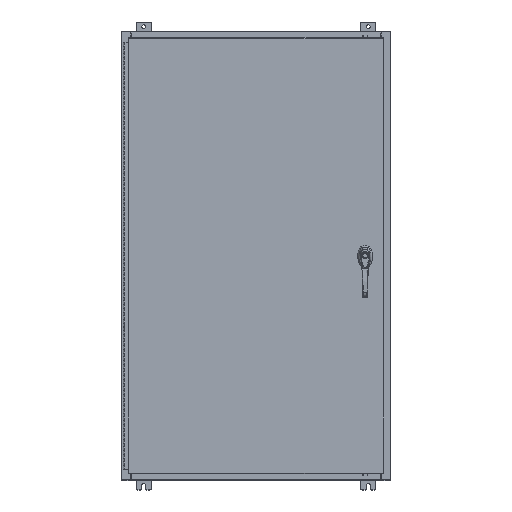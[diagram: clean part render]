
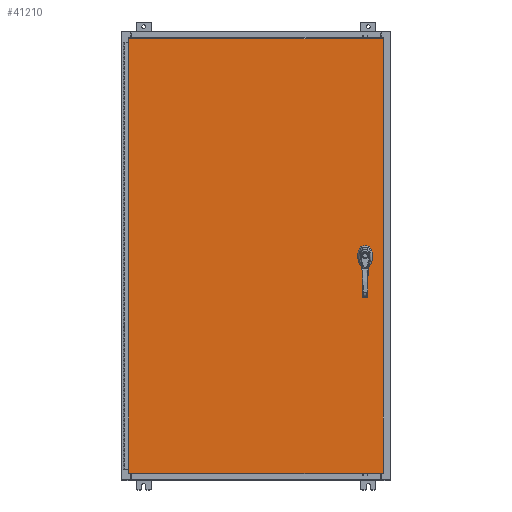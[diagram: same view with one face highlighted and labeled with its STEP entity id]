
A CAD part, top view. The second image highlights one B-rep face of the part: STEP entity #41210.
In plain terms, the highlighted planar face has unit normal (0, 0, 1).
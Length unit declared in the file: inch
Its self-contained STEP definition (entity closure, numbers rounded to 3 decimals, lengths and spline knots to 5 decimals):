
#177 = CARTESIAN_POINT ( 'NONE',  ( 14.981, -0.20023, 0. ) ) ;
#963 = ORIENTED_EDGE ( 'NONE', *, *, #96226, .F. ) ;
#1399 = VECTOR ( 'NONE', #102119, 39.37008 ) ;
#2603 = LINE ( 'NONE', #140658, #87317 ) ;
#2848 = AXIS2_PLACEMENT_3D ( 'NONE', #105533, #39328, #116676 ) ;
#5859 = EDGE_CURVE ( 'NONE', #120591, #56087, #128771, .T. ) ;
#6853 = AXIS2_PLACEMENT_3D ( 'NONE', #92439, #26251, #103596 ) ;
#7223 = CARTESIAN_POINT ( 'NONE',  ( 0., 0., 0. ) ) ;
#8022 = FACE_BOUND ( 'NONE', #135379, .T. ) ;
#8165 = DIRECTION ( 'NONE',  ( 1., 0., 0. ) ) ;
#10952 = ORIENTED_EDGE ( 'NONE', *, *, #97917, .F. ) ;
#11085 = VECTOR ( 'NONE', #65787, 39.37008 ) ;
#11603 = ORIENTED_EDGE ( 'NONE', *, *, #86129, .T. ) ;
#12036 = ORIENTED_EDGE ( 'NONE', *, *, #112120, .F. ) ;
#12997 = CIRCLE ( 'NONE', #38674, 0.1715 ) ;
#13035 = CARTESIAN_POINT ( 'NONE',  ( 14.77823, -0.403, 0. ) ) ;
#14129 = CARTESIAN_POINT ( 'NONE',  ( 16.9903, -29.0063, 0. ) ) ;
#15916 = DIRECTION ( 'NONE',  ( 1., 0., 0. ) ) ;
#16936 = CARTESIAN_POINT ( 'NONE',  ( -16.9903, 29.0063, 0. ) ) ;
#17703 = EDGE_CURVE ( 'NONE', #99841, #37322, #106540, .T. ) ;
#22809 = VERTEX_POINT ( 'NONE', #14129 ) ;
#22931 = VECTOR ( 'NONE', #139273, 39.37008 ) ;
#23679 = CARTESIAN_POINT ( 'NONE',  ( 16.9903, 29.0063, 0. ) ) ;
#24901 = EDGE_CURVE ( 'NONE', #106249, #121986, #100004, .T. ) ;
#26251 = DIRECTION ( 'NONE',  ( 0., 0., 1. ) ) ;
#26761 = CIRCLE ( 'NONE', #2848, 0.1715 ) ;
#27258 = EDGE_LOOP ( 'NONE', ( #113804, #112629, #125881, #33712, #12036, #141003, #111944, #963 ) ) ;
#29633 = CARTESIAN_POINT ( 'NONE',  ( 14.4065, -1.338, 0. ) ) ;
#29743 = EDGE_LOOP ( 'NONE', ( #118208, #11603, #60800, #52001 ) ) ;
#30725 = VERTEX_POINT ( 'NONE', #29633 ) ;
#33712 = ORIENTED_EDGE ( 'NONE', *, *, #115176, .F. ) ;
#36173 = EDGE_CURVE ( 'NONE', #121986, #84341, #128306, .T. ) ;
#36853 = DIRECTION ( 'NONE',  ( 0., 0., 1. ) ) ;
#37322 = VERTEX_POINT ( 'NONE', #13035 ) ;
#37541 = FACE_OUTER_BOUND ( 'NONE', #29743, .T. ) ;
#38674 = AXIS2_PLACEMENT_3D ( 'NONE', #104949, #38716, #116075 ) ;
#38716 = DIRECTION ( 'NONE',  ( 0., 0., 1. ) ) ;
#39328 = DIRECTION ( 'NONE',  ( 0., 0., 1. ) ) ;
#39659 = CARTESIAN_POINT ( 'NONE',  ( -16.9903, 29.0063, 0. ) ) ;
#40647 = DIRECTION ( 'NONE',  ( -1., 0., 0. ) ) ;
#41210 = ADVANCED_FACE ( 'NONE', ( #8022, #37541, #63387 ), #117500, .F. ) ;
#41219 = VECTOR ( 'NONE', #92852, 39.37008 ) ;
#43915 = AXIS2_PLACEMENT_3D ( 'NONE', #130042, #63812, #141195 ) ;
#46261 = EDGE_CURVE ( 'NONE', #79137, #142049, #59312, .T. ) ;
#50833 = LINE ( 'NONE', #23679, #80239 ) ;
#51199 = VERTEX_POINT ( 'NONE', #99286 ) ;
#52001 = ORIENTED_EDGE ( 'NONE', *, *, #5859, .T. ) ;
#52367 = CARTESIAN_POINT ( 'NONE',  ( 14.175, 0.20023, 0. ) ) ;
#52754 = CIRCLE ( 'NONE', #113036, 0.45 ) ;
#56087 = VERTEX_POINT ( 'NONE', #76638 ) ;
#57258 = AXIS2_PLACEMENT_3D ( 'NONE', #7223, #106840, #40647 ) ;
#59312 = LINE ( 'NONE', #128123, #22931 ) ;
#60119 = CARTESIAN_POINT ( 'NONE',  ( 14.578, 0., 0. ) ) ;
#60800 = ORIENTED_EDGE ( 'NONE', *, *, #75296, .T. ) ;
#63387 = FACE_BOUND ( 'NONE', #27258, .T. ) ;
#63812 = DIRECTION ( 'NONE',  ( 0., 0., 1. ) ) ;
#65787 = DIRECTION ( 'NONE',  ( 0., -1., 0. ) ) ;
#70326 = VERTEX_POINT ( 'NONE', #77218 ) ;
#71025 = ORIENTED_EDGE ( 'NONE', *, *, #119097, .F. ) ;
#71232 = DIRECTION ( 'NONE',  ( 1., 0., 0. ) ) ;
#71484 = CARTESIAN_POINT ( 'NONE',  ( 14.37777, -0.403, 0. ) ) ;
#74313 = CARTESIAN_POINT ( 'NONE',  ( 14.37777, 0.403, 0. ) ) ;
#75296 = EDGE_CURVE ( 'NONE', #70326, #120591, #50833, .T. ) ;
#75839 = AXIS2_PLACEMENT_3D ( 'NONE', #60119, #137496, #71232 ) ;
#76638 = CARTESIAN_POINT ( 'NONE',  ( -16.9903, -29.0063, 0. ) ) ;
#77218 = CARTESIAN_POINT ( 'NONE',  ( 16.9903, 29.0063, 0. ) ) ;
#79137 = VERTEX_POINT ( 'NONE', #112819 ) ;
#80239 = VECTOR ( 'NONE', #112130, 39.37008 ) ;
#81465 = DIRECTION ( 'NONE',  ( 0., -1., 0. ) ) ;
#84341 = VERTEX_POINT ( 'NONE', #52367 ) ;
#86129 = EDGE_CURVE ( 'NONE', #22809, #70326, #89623, .T. ) ;
#87317 = VECTOR ( 'NONE', #8165, 39.37008 ) ;
#89623 = LINE ( 'NONE', #91006, #1399 ) ;
#91006 = CARTESIAN_POINT ( 'NONE',  ( 16.9903, -29.0063, 0. ) ) ;
#92439 = CARTESIAN_POINT ( 'NONE',  ( 14.578, 0., 0. ) ) ;
#92713 = VECTOR ( 'NONE', #81465, 39.37008 ) ;
#92852 = DIRECTION ( 'NONE',  ( -1., 0., 0. ) ) ;
#93280 = CARTESIAN_POINT ( 'NONE',  ( 0., -0.403, 0. ) ) ;
#96226 = EDGE_CURVE ( 'NONE', #79137, #106249, #141111, .T. ) ;
#97917 = EDGE_CURVE ( 'NONE', #30725, #51199, #26761, .T. ) ;
#99286 = CARTESIAN_POINT ( 'NONE',  ( 14.7495, -1.338, 0. ) ) ;
#99577 = LINE ( 'NONE', #136622, #92713 ) ;
#99841 = VERTEX_POINT ( 'NONE', #71484 ) ;
#100004 = LINE ( 'NONE', #104025, #41219 ) ;
#102119 = DIRECTION ( 'NONE',  ( 0., 1., 0. ) ) ;
#103108 = CARTESIAN_POINT ( 'NONE',  ( 14.578, 0., 0. ) ) ;
#103118 = VECTOR ( 'NONE', #15916, 39.37008 ) ;
#103596 = DIRECTION ( 'NONE',  ( 1., 0., 0. ) ) ;
#104025 = CARTESIAN_POINT ( 'NONE',  ( 0., 0.403, 0. ) ) ;
#104896 = CARTESIAN_POINT ( 'NONE',  ( 14.175, -0.20023, 0. ) ) ;
#104949 = CARTESIAN_POINT ( 'NONE',  ( 14.578, -1.338, 0. ) ) ;
#105533 = CARTESIAN_POINT ( 'NONE',  ( 14.578, -1.338, 0. ) ) ;
#106249 = VERTEX_POINT ( 'NONE', #107087 ) ;
#106540 = LINE ( 'NONE', #93280, #103118 ) ;
#106840 = DIRECTION ( 'NONE',  ( 0., 0., -1. ) ) ;
#107087 = CARTESIAN_POINT ( 'NONE',  ( 14.77823, 0.403, 0. ) ) ;
#111944 = ORIENTED_EDGE ( 'NONE', *, *, #24901, .F. ) ;
#112120 = EDGE_CURVE ( 'NONE', #84341, #130615, #99577, .T. ) ;
#112130 = DIRECTION ( 'NONE',  ( -1., 0., 0. ) ) ;
#112629 = ORIENTED_EDGE ( 'NONE', *, *, #137593, .F. ) ;
#112819 = CARTESIAN_POINT ( 'NONE',  ( 14.981, 0.20023, 0. ) ) ;
#113036 = AXIS2_PLACEMENT_3D ( 'NONE', #103108, #36853, #114208 ) ;
#113804 = ORIENTED_EDGE ( 'NONE', *, *, #46261, .T. ) ;
#114208 = DIRECTION ( 'NONE',  ( 1., 0., 0. ) ) ;
#115176 = EDGE_CURVE ( 'NONE', #130615, #99841, #122746, .T. ) ;
#116075 = DIRECTION ( 'NONE',  ( 1., 0., 0. ) ) ;
#116676 = DIRECTION ( 'NONE',  ( 1., 0., 0. ) ) ;
#117500 = PLANE ( 'NONE',  #57258 ) ;
#118208 = ORIENTED_EDGE ( 'NONE', *, *, #137831, .T. ) ;
#119097 = EDGE_CURVE ( 'NONE', #51199, #30725, #12997, .T. ) ;
#120591 = VERTEX_POINT ( 'NONE', #39659 ) ;
#121986 = VERTEX_POINT ( 'NONE', #74313 ) ;
#122746 = CIRCLE ( 'NONE', #6853, 0.45 ) ;
#125881 = ORIENTED_EDGE ( 'NONE', *, *, #17703, .F. ) ;
#128123 = CARTESIAN_POINT ( 'NONE',  ( 14.981, 0., 0. ) ) ;
#128306 = CIRCLE ( 'NONE', #43915, 0.45 ) ;
#128771 = LINE ( 'NONE', #16936, #11085 ) ;
#130042 = CARTESIAN_POINT ( 'NONE',  ( 14.578, 0., 0. ) ) ;
#130615 = VERTEX_POINT ( 'NONE', #104896 ) ;
#135379 = EDGE_LOOP ( 'NONE', ( #71025, #10952 ) ) ;
#136622 = CARTESIAN_POINT ( 'NONE',  ( 14.175, 0., 0. ) ) ;
#137496 = DIRECTION ( 'NONE',  ( 0., 0., 1. ) ) ;
#137593 = EDGE_CURVE ( 'NONE', #37322, #142049, #52754, .T. ) ;
#137831 = EDGE_CURVE ( 'NONE', #56087, #22809, #2603, .T. ) ;
#139273 = DIRECTION ( 'NONE',  ( 0., -1., 0. ) ) ;
#140658 = CARTESIAN_POINT ( 'NONE',  ( -16.9903, -29.0063, 0. ) ) ;
#141003 = ORIENTED_EDGE ( 'NONE', *, *, #36173, .F. ) ;
#141111 = CIRCLE ( 'NONE', #75839, 0.45 ) ;
#141195 = DIRECTION ( 'NONE',  ( 1., 0., 0. ) ) ;
#142049 = VERTEX_POINT ( 'NONE', #177 ) ;
